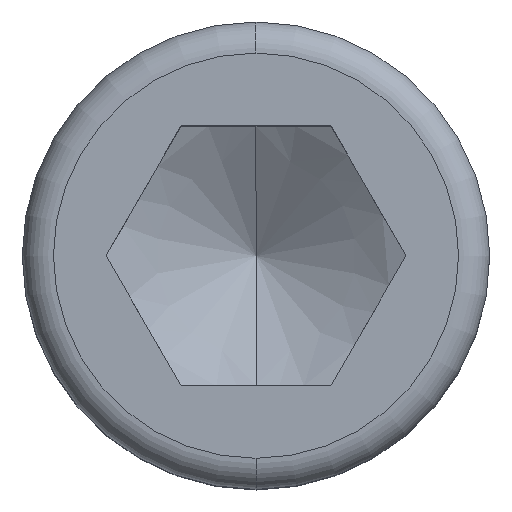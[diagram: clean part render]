
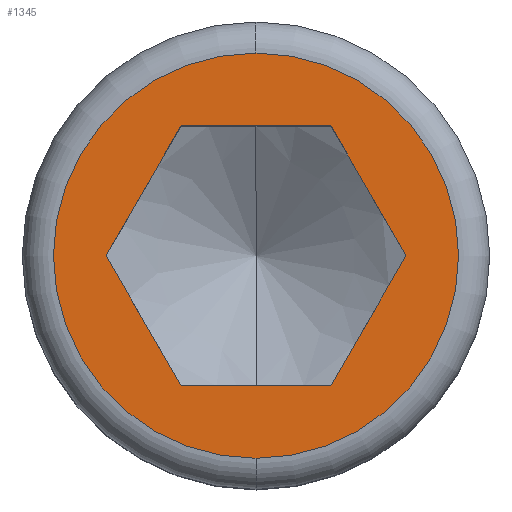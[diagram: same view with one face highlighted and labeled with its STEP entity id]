
A CAD part, top view. The second image highlights one B-rep face of the part: STEP entity #1345.
In plain terms, the highlighted planar face has unit normal (0, 0, 1).
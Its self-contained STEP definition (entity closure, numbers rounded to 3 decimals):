
#881=EDGE_CURVE('',#2247,#1271,#2442,.T.);
#1141=EDGE_CURVE('',#1909,#2247,#2737,.T.);
#1235=EDGE_CURVE('',#1851,#1909,#2839,.T.);
#1241=EDGE_CURVE('',#1271,#1539,#2845,.T.);
#1271=VERTEX_POINT('',#2879);
#1345=ADVANCED_FACE('',(#2963,#2964),#2965,.T.);
#1351=EDGE_CURVE('',#1793,#1635,#2971,.T.);
#1395=EDGE_CURVE('',#1541,#1851,#3027,.T.);
#1539=VERTEX_POINT('',#3187);
#1541=VERTEX_POINT('',#3189);
#1635=VERTEX_POINT('',#3300);
#1793=VERTEX_POINT('',#3477);
#1849=EDGE_CURVE('',#1635,#1793,#3541,.T.);
#1851=VERTEX_POINT('',#3543);
#1905=EDGE_CURVE('',#1539,#1541,#3605,.T.);
#1909=VERTEX_POINT('',#3609);
#2247=VERTEX_POINT('',#4003);
#2442=LINE('',#4255,#4256);
#2737=LINE('',#4667,#4668);
#2839=LINE('',#4819,#4820);
#2845=LINE('',#4829,#4830);
#2879=CARTESIAN_POINT('',(2.887,5.001,12.0));
#2963=FACE_BOUND('',#4992,.T.);
#2964=FACE_OUTER_BOUND('',#4993,.T.);
#2965=PLANE('',#4994);
#2971=CIRCLE('',#5001,7.8);
#3027=LINE('',#5073,#5074);
#3187=CARTESIAN_POINT('',(5.775,0.,12.0));
#3189=CARTESIAN_POINT('',(2.888,-5.001,12.0));
#3300=CARTESIAN_POINT('',(0.,7.8,12.));
#3477=CARTESIAN_POINT('',(0.,-7.8,12.));
#3541=CIRCLE('',#5813,7.8);
#3543=CARTESIAN_POINT('',(-2.887,-5.001,12.0));
#3605=LINE('',#5915,#5916);
#3609=CARTESIAN_POINT('',(-5.775,0.,12.0));
#4003=CARTESIAN_POINT('',(-2.887,5.001,12.0));
#4255=CARTESIAN_POINT('',(1.444,5.001,12.0));
#4256=VECTOR('',#6681,1.0);
#4667=CARTESIAN_POINT('',(-3.609,3.751,12.0));
#4668=VECTOR('',#7024,1.0);
#4819=CARTESIAN_POINT('',(-5.053,-1.25,12.0));
#4820=VECTOR('',#7118,1.0);
#4829=CARTESIAN_POINT('',(5.053,1.25,12.0));
#4830=VECTOR('',#7120,1.0);
#4992=EDGE_LOOP('',(#7298,#7299,#7300,#7301,#7302,#7303));
#4993=EDGE_LOOP('',(#7304,#7305));
#4994=AXIS2_PLACEMENT_3D('',#7306,#7307,#7308);
#5001=AXIS2_PLACEMENT_3D('',#7309,#7310,#7311);
#5073=CARTESIAN_POINT('',(-1.444,-5.001,12.0));
#5074=VECTOR('',#7406,1.0);
#5813=AXIS2_PLACEMENT_3D('',#7996,#7997,#7998);
#5915=CARTESIAN_POINT('',(3.609,-3.751,12.0));
#5916=VECTOR('',#8071,1.0);
#6681=DIRECTION('',(1.0,0.0,0.0));
#7024=DIRECTION('',(0.5,0.866,0.0));
#7118=DIRECTION('',(-0.5,0.866,0.0));
#7120=DIRECTION('',(0.5,-0.866,0.0));
#7298=ORIENTED_EDGE('',*,*,#1235,.T.);
#7299=ORIENTED_EDGE('',*,*,#1141,.T.);
#7300=ORIENTED_EDGE('',*,*,#881,.T.);
#7301=ORIENTED_EDGE('',*,*,#1241,.T.);
#7302=ORIENTED_EDGE('',*,*,#1905,.T.);
#7303=ORIENTED_EDGE('',*,*,#1395,.T.);
#7304=ORIENTED_EDGE('',*,*,#1351,.T.);
#7305=ORIENTED_EDGE('',*,*,#1849,.T.);
#7306=CARTESIAN_POINT('',(0.,-7.387,12.));
#7307=DIRECTION('',(0.0,0.0,1.0));
#7308=DIRECTION('',(0.,-1.0,0.0));
#7309=CARTESIAN_POINT('',(0.,0.,12.));
#7310=DIRECTION('',(0.0,0.0,1.0));
#7311=DIRECTION('',(-1.0,0.0,0.0));
#7406=DIRECTION('',(-1.0,0.0,0.0));
#7996=CARTESIAN_POINT('',(0.,0.,12.));
#7997=DIRECTION('',(0.0,0.0,1.0));
#7998=DIRECTION('',(-1.0,0.0,0.0));
#8071=DIRECTION('',(-0.5,-0.866,0.0));
